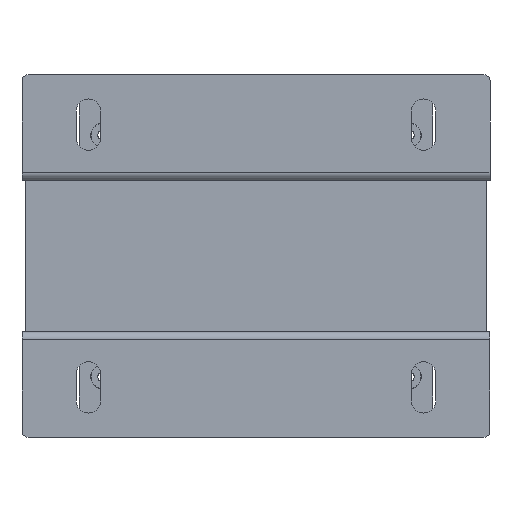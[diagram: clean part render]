
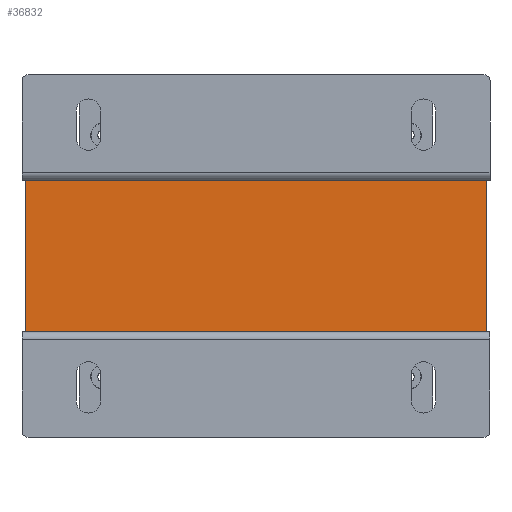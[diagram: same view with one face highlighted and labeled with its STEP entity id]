
A CAD part, front view. The second image highlights one B-rep face of the part: STEP entity #36832.
In plain terms, the highlighted planar face has unit normal (0, -1, 0).
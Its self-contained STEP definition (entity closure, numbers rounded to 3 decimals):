
#3970 = CARTESIAN_POINT ( 'NONE',  ( -52.999, 9.757, 164.033 ) ) ;
#5180 = DIRECTION ( 'NONE',  ( 1., 0., 0. ) ) ;
#8274 = FACE_OUTER_BOUND ( 'NONE', #43116, .T. ) ;
#17533 = CARTESIAN_POINT ( 'NONE',  ( -52.999, 9.757, 114.003 ) ) ;
#19873 = DIRECTION ( 'NONE',  ( 0., 0., 1. ) ) ;
#20634 = LINE ( 'NONE', #91983, #138374 ) ;
#25204 = AXIS2_PLACEMENT_3D ( 'NONE', #139134, #113647, #19873 ) ;
#25862 = DIRECTION ( 'NONE',  ( 0., 0., -1. ) ) ;
#36832 = ADVANCED_FACE ( 'NONE', ( #8274 ), #91230, .F. ) ;
#37959 = VERTEX_POINT ( 'NONE', #3970 ) ;
#42276 = EDGE_CURVE ( 'NONE', #141683, #63404, #123717, .T. ) ;
#43116 = EDGE_LOOP ( 'NONE', ( #147123, #44890, #119941, #135915 ) ) ;
#44890 = ORIENTED_EDGE ( 'NONE', *, *, #50915, .F. ) ;
#50915 = EDGE_CURVE ( 'NONE', #80635, #63404, #143645, .T. ) ;
#57704 = DIRECTION ( 'NONE',  ( 1., 0., 0. ) ) ;
#63404 = VERTEX_POINT ( 'NONE', #123428 ) ;
#65959 = VECTOR ( 'NONE', #25862, 1000. ) ;
#68116 = CARTESIAN_POINT ( 'NONE',  ( 99.401, 9.757, 164.033 ) ) ;
#73542 = VECTOR ( 'NONE', #5180, 1000. ) ;
#80635 = VERTEX_POINT ( 'NONE', #68116 ) ;
#81250 = EDGE_CURVE ( 'NONE', #37959, #141683, #84804, .T. ) ;
#84804 = LINE ( 'NONE', #120423, #142298 ) ;
#91230 = PLANE ( 'NONE',  #25204 ) ;
#91983 = CARTESIAN_POINT ( 'NONE',  ( -52.999, 9.757, 164.033 ) ) ;
#93350 = CARTESIAN_POINT ( 'NONE',  ( -52.999, 9.757, 114.003 ) ) ;
#107297 = DIRECTION ( 'NONE',  ( 0., 0., -1. ) ) ;
#109582 = CARTESIAN_POINT ( 'NONE',  ( 99.401, 9.757, 164.033 ) ) ;
#113647 = DIRECTION ( 'NONE',  ( 0., 1., 0. ) ) ;
#119941 = ORIENTED_EDGE ( 'NONE', *, *, #130926, .F. ) ;
#120423 = CARTESIAN_POINT ( 'NONE',  ( -52.999, 9.757, 164.033 ) ) ;
#123428 = CARTESIAN_POINT ( 'NONE',  ( 99.401, 9.757, 114.003 ) ) ;
#123717 = LINE ( 'NONE', #17533, #73542 ) ;
#130926 = EDGE_CURVE ( 'NONE', #37959, #80635, #20634, .T. ) ;
#135915 = ORIENTED_EDGE ( 'NONE', *, *, #81250, .T. ) ;
#138374 = VECTOR ( 'NONE', #57704, 1000. ) ;
#139134 = CARTESIAN_POINT ( 'NONE',  ( -52.999, 9.757, 164.033 ) ) ;
#141683 = VERTEX_POINT ( 'NONE', #93350 ) ;
#142298 = VECTOR ( 'NONE', #107297, 1000. ) ;
#143645 = LINE ( 'NONE', #109582, #65959 ) ;
#147123 = ORIENTED_EDGE ( 'NONE', *, *, #42276, .T. ) ;
